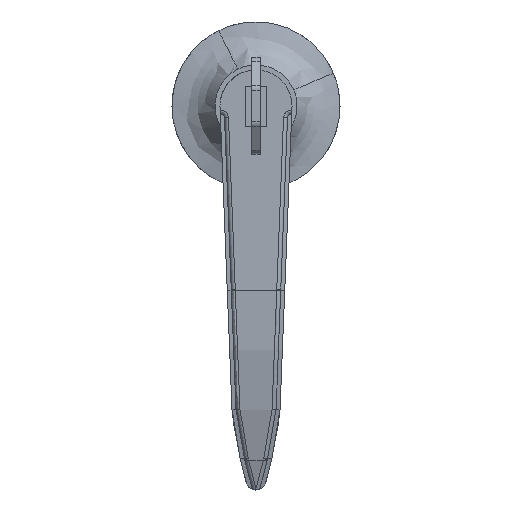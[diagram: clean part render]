
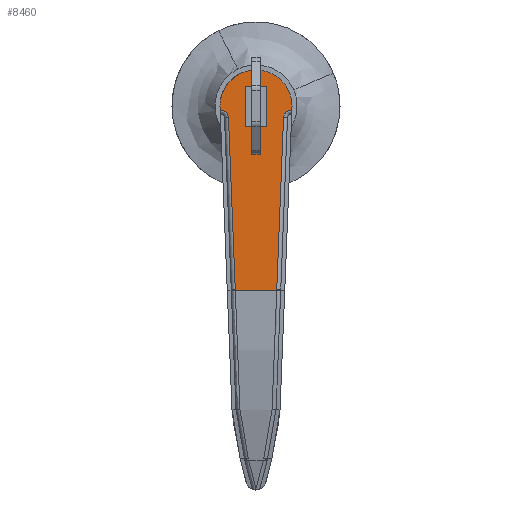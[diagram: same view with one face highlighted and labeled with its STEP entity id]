
A CAD part, front view. The second image highlights one B-rep face of the part: STEP entity #8460.
In plain terms, the highlighted free-form (B-spline) face has degree [1, 1] with [2, 2] control points.
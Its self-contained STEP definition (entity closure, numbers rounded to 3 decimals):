
#4773=CARTESIAN_POINT('',(-31.7,-2.5,-5.));
#4774=VERTEX_POINT('',#4773);
#4775=CARTESIAN_POINT('',(-31.7,-2.5,5.0));
#4776=VERTEX_POINT('',#4775);
#4777=CARTESIAN_POINT('',(-31.7,-2.5,-5.));
#4778=CARTESIAN_POINT('',(-31.7,-2.5,5.0));
#4779=QUASI_UNIFORM_CURVE('',1,(#4777,#4778),.UNSPECIFIED.,.F.,.U.);
#4780=EDGE_CURVE('',#4774,#4776,#4779,.T.);
#4809=CARTESIAN_POINT('',(-31.7,2.5,-5.));
#4810=VERTEX_POINT('',#4809);
#4811=CARTESIAN_POINT('',(-31.7,2.5,-5.));
#4812=CARTESIAN_POINT('',(-31.7,-2.5,-5.));
#4813=QUASI_UNIFORM_CURVE('',1,(#4811,#4812),.UNSPECIFIED.,.F.,.U.);
#4814=EDGE_CURVE('',#4810,#4774,#4813,.T.);
#4837=CARTESIAN_POINT('',(-31.7,2.5,5.0));
#4838=VERTEX_POINT('',#4837);
#4839=CARTESIAN_POINT('',(-31.7,2.5,5.0));
#4840=CARTESIAN_POINT('',(-31.7,2.5,-5.));
#4841=QUASI_UNIFORM_CURVE('',1,(#4839,#4840),.UNSPECIFIED.,.F.,.U.);
#4842=EDGE_CURVE('',#4838,#4810,#4841,.T.);
#4865=CARTESIAN_POINT('',(-31.7,-2.5,5.0));
#4866=CARTESIAN_POINT('',(-31.7,2.5,5.0));
#4867=QUASI_UNIFORM_CURVE('',1,(#4865,#4866),.UNSPECIFIED.,.F.,.U.);
#4868=EDGE_CURVE('',#4776,#4838,#4867,.T.);
#6505=CARTESIAN_POINT('',(-31.7,5.183,-46.0));
#6506=VERTEX_POINT('',#6505);
#6551=CARTESIAN_POINT('',(-31.7,5.185,-45.961));
#6552=VERTEX_POINT('',#6551);
#6571=CARTESIAN_POINT('',(-31.7,5.185,-45.961));
#6572=CARTESIAN_POINT('',(-31.7,5.183,-46.0));
#6573=QUASI_UNIFORM_CURVE('',1,(#6571,#6572),.UNSPECIFIED.,.F.,.U.);
#6574=EDGE_CURVE('',#6552,#6506,#6573,.T.);
#6593=CARTESIAN_POINT('',(-31.7,6.884,-2.921));
#6594=VERTEX_POINT('',#6593);
#6613=CARTESIAN_POINT('',(-31.7,6.884,-2.921));
#6614=CARTESIAN_POINT('',(-31.7,5.185,-45.961));
#6615=QUASI_UNIFORM_CURVE('',1,(#6613,#6614),.UNSPECIFIED.,.F.,.U.);
#6616=EDGE_CURVE('',#6594,#6552,#6615,.T.);
#6664=CARTESIAN_POINT('',(-31.7,8.96,-1.002));
#6665=VERTEX_POINT('',#6664);
#6666=CARTESIAN_POINT('',(-31.7,8.96,-1.002));
#6667=CARTESIAN_POINT('',(-31.7,8.666,-0.99));
#6668=CARTESIAN_POINT('',(-31.7,8.238,-1.069));
#6669=CARTESIAN_POINT('',(-31.7,7.632,-1.4));
#6670=CARTESIAN_POINT('',(-31.7,7.095,-1.948));
#6671=CARTESIAN_POINT('',(-31.7,6.897,-2.561));
#6672=CARTESIAN_POINT('',(-31.7,6.884,-2.921));
#6673=B_SPLINE_CURVE_WITH_KNOTS('',3,(#6666,#6667,#6668,#6669,#6670,#6671,#6672),.UNSPECIFIED.,.F.,.U.,(4,1,1,1,4),(0.,0.883,1.276,2.061,3.141),.UNSPECIFIED.);
#6674=EDGE_CURVE('',#6665,#6594,#6673,.T.);
#6945=CARTESIAN_POINT('',(-31.7,-5.183,-46.0));
#6946=VERTEX_POINT('',#6945);
#6990=CARTESIAN_POINT('',(-31.7,-5.185,-45.961));
#6991=VERTEX_POINT('',#6990);
#7002=CARTESIAN_POINT('',(-31.7,-5.183,-46.0));
#7003=CARTESIAN_POINT('',(-31.7,-5.185,-45.961));
#7004=QUASI_UNIFORM_CURVE('',1,(#7002,#7003),.UNSPECIFIED.,.F.,.U.);
#7005=EDGE_CURVE('',#6946,#6991,#7004,.T.);
#7032=CARTESIAN_POINT('',(-31.7,-6.884,-2.921));
#7033=VERTEX_POINT('',#7032);
#7044=CARTESIAN_POINT('',(-31.7,-5.185,-45.961));
#7045=CARTESIAN_POINT('',(-31.7,-6.884,-2.921));
#7046=QUASI_UNIFORM_CURVE('',1,(#7044,#7045),.UNSPECIFIED.,.F.,.U.);
#7047=EDGE_CURVE('',#6991,#7033,#7046,.T.);
#7075=CARTESIAN_POINT('',(-31.7,-8.96,-1.002));
#7076=VERTEX_POINT('',#7075);
#7088=CARTESIAN_POINT('',(-31.7,-6.884,-2.921));
#7089=CARTESIAN_POINT('',(-31.7,-6.895,-2.627));
#7090=CARTESIAN_POINT('',(-31.7,-7.042,-2.076));
#7091=CARTESIAN_POINT('',(-31.7,-7.544,-1.453));
#7092=CARTESIAN_POINT('',(-31.7,-8.205,-1.07));
#7093=CARTESIAN_POINT('',(-31.7,-8.699,-0.991));
#7094=CARTESIAN_POINT('',(-31.7,-8.96,-1.002));
#7095=B_SPLINE_CURVE_WITH_KNOTS('',3,(#7088,#7089,#7090,#7091,#7092,#7093,#7094),.UNSPECIFIED.,.F.,.U.,(4,1,1,1,4),(0.,0.883,1.669,2.356,3.141),.UNSPECIFIED.);
#7096=EDGE_CURVE('',#7033,#7076,#7095,.T.);
#7670=CARTESIAN_POINT('',(-31.7,9.,0.));
#7671=VERTEX_POINT('',#7670);
#7672=CARTESIAN_POINT('',(-31.7,9.,0.));
#7673=CARTESIAN_POINT('',(-31.7,8.96,-1.002));
#7674=QUASI_UNIFORM_CURVE('',1,(#7672,#7673),.UNSPECIFIED.,.F.,.U.);
#7675=EDGE_CURVE('',#7671,#6665,#7674,.T.);
#8130=CARTESIAN_POINT('',(-31.7,-9.,0.));
#8131=VERTEX_POINT('',#8130);
#8141=CARTESIAN_POINT('',(-31.7,0.,9.));
#8142=VERTEX_POINT('',#8141);
#8143=CARTESIAN_POINT('',(-31.7,0.,9.));
#8144=CARTESIAN_POINT('',(-31.7,1.105,9.001));
#8145=CARTESIAN_POINT('',(-31.7,2.797,8.684));
#8146=CARTESIAN_POINT('',(-31.7,4.846,7.653));
#8147=CARTESIAN_POINT('',(-31.7,6.479,6.378));
#8148=CARTESIAN_POINT('',(-31.7,7.853,4.618));
#8149=CARTESIAN_POINT('',(-31.7,8.79,2.356));
#8150=CARTESIAN_POINT('',(-31.7,9.,0.81));
#8151=CARTESIAN_POINT('',(-31.7,9.,0.));
#8152=B_SPLINE_CURVE_WITH_KNOTS('',3,(#8143,#8144,#8145,#8146,#8147,#8148,#8149,#8150,#8151),.UNSPECIFIED.,.F.,.U.,(4,1,1,1,1,1,4),(0.,3.313,5.081,6.848,9.499,11.708,14.137),.UNSPECIFIED.);
#8153=EDGE_CURVE('',#8142,#7671,#8152,.T.);
#8155=CARTESIAN_POINT('',(-31.7,-9.,0.));
#8156=CARTESIAN_POINT('',(-31.7,-9.001,0.957));
#8157=CARTESIAN_POINT('',(-31.7,-8.775,2.356));
#8158=CARTESIAN_POINT('',(-31.7,-8.012,4.198));
#8159=CARTESIAN_POINT('',(-31.7,-6.983,5.823));
#8160=CARTESIAN_POINT('',(-31.7,-5.473,7.26));
#8161=CARTESIAN_POINT('',(-31.7,-3.799,8.208));
#8162=CARTESIAN_POINT('',(-31.7,-2.062,8.83));
#8163=CARTESIAN_POINT('',(-31.7,-0.81,9.));
#8164=CARTESIAN_POINT('',(-31.7,0.,9.));
#8165=B_SPLINE_CURVE_WITH_KNOTS('',3,(#8155,#8156,#8157,#8158,#8159,#8160,#8161,#8162,#8163,#8164),.UNSPECIFIED.,.F.,.U.,(4,1,1,1,1,1,1,4),(0.,2.872,4.197,5.964,8.615,10.382,11.708,14.138),.UNSPECIFIED.);
#8166=EDGE_CURVE('',#8131,#8142,#8165,.T.);
#8349=CARTESIAN_POINT('',(-31.7,-9.,0.));
#8350=CARTESIAN_POINT('',(-31.7,-8.96,-1.002));
#8351=QUASI_UNIFORM_CURVE('',1,(#8349,#8350),.UNSPECIFIED.,.F.,.U.);
#8352=EDGE_CURVE('',#8131,#7076,#8351,.T.);
#8427=CARTESIAN_POINT('',(-31.7,5.183,-46.0));
#8428=CARTESIAN_POINT('',(-31.7,-5.183,-46.0));
#8429=QUASI_UNIFORM_CURVE('',1,(#8427,#8428),.UNSPECIFIED.,.F.,.U.);
#8430=EDGE_CURVE('',#6506,#6946,#8429,.T.);
#8436=CARTESIAN_POINT('',(-31.7,9.899,11.747));
#8437=CARTESIAN_POINT('',(-31.7,-9.899,11.747));
#8438=CARTESIAN_POINT('',(-31.7,9.899,-48.747));
#8439=CARTESIAN_POINT('',(-31.7,-9.899,-48.747));
#8440=B_SPLINE_SURFACE_WITH_KNOTS('',1,1,((#8436,#8438),(#8437,#8439)),.UNSPECIFIED.,.F.,.F.,.U.,(2,2),(2,2),(0.0,19.798),(0.0,60.495),.UNSPECIFIED.);
#8441=ORIENTED_EDGE('',*,*,#6616,.T.);
#8442=ORIENTED_EDGE('',*,*,#6574,.T.);
#8443=ORIENTED_EDGE('',*,*,#8430,.T.);
#8444=ORIENTED_EDGE('',*,*,#7005,.T.);
#8445=ORIENTED_EDGE('',*,*,#7047,.T.);
#8446=ORIENTED_EDGE('',*,*,#7096,.T.);
#8447=ORIENTED_EDGE('',*,*,#8352,.F.);
#8448=ORIENTED_EDGE('',*,*,#8166,.T.);
#8449=ORIENTED_EDGE('',*,*,#8153,.T.);
#8450=ORIENTED_EDGE('',*,*,#7675,.T.);
#8451=ORIENTED_EDGE('',*,*,#6674,.T.);
#8452=EDGE_LOOP('',(#8441,#8442,#8443,#8444,#8445,#8446,#8447,#8448,#8449,#8450,#8451));
#8453=FACE_OUTER_BOUND('',#8452,.T.);
#8454=ORIENTED_EDGE('',*,*,#4868,.F.);
#8455=ORIENTED_EDGE('',*,*,#4780,.F.);
#8456=ORIENTED_EDGE('',*,*,#4814,.F.);
#8457=ORIENTED_EDGE('',*,*,#4842,.F.);
#8458=EDGE_LOOP('',(#8454,#8455,#8456,#8457));
#8459=FACE_BOUND('',#8458,.T.);
#8460=ADVANCED_FACE('',(#8453,#8459),#8440,.F.);
